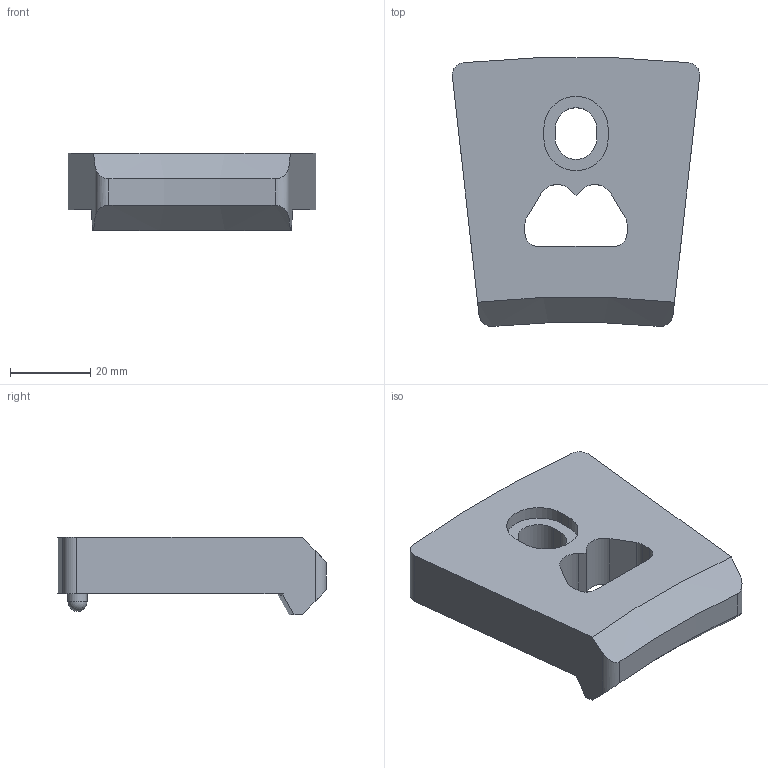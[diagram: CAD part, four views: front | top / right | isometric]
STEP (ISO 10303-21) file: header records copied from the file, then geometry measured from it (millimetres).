
FILE_DESCRIPTION(/* description */ ('NP2 ARC CLAMP '),/* implementation_level */ '2;1');
FILE_NAME(/* name */ 'J009970 NP2 ARC CLAMP Rev -.stp',/* time_stamp */ '2021-08-01T13:35:15-04:00',/* author */ ('arnoldj'),/* organization */ (''),/* preprocessor_version */ 'ST-DEVELOPER v18',/* originating_system */ 'Autodesk Inventor 2020',/* authorisation */ '');
FILE_SCHEMA (('AUTOMOTIVE_DESIGN { 1 0 10303 214 3 1 1 }'));
Length unit declared in the file: inch
Products named in the file (1): J009970
Bounding box: 61.61 x 66.89 x 19.18 mm (x, y, z)
Volume: 45176.1 mm3; surface area: 11540.3 mm2
Topology: 1 solids, 1 shells, 48 faces, 160 edges, 146 vertices
Faces by surface type: plane 21, cylinder 20, cone 5, sphere 2
Entity records: 1764 total; most frequent: CARTESIAN_POINT 369, DIRECTION 283, ORIENTED_EDGE 252, EDGE_CURVE 126, AXIS2_PLACEMENT_3D 102, VERTEX_POINT 82, LINE 79, VECTOR 79
